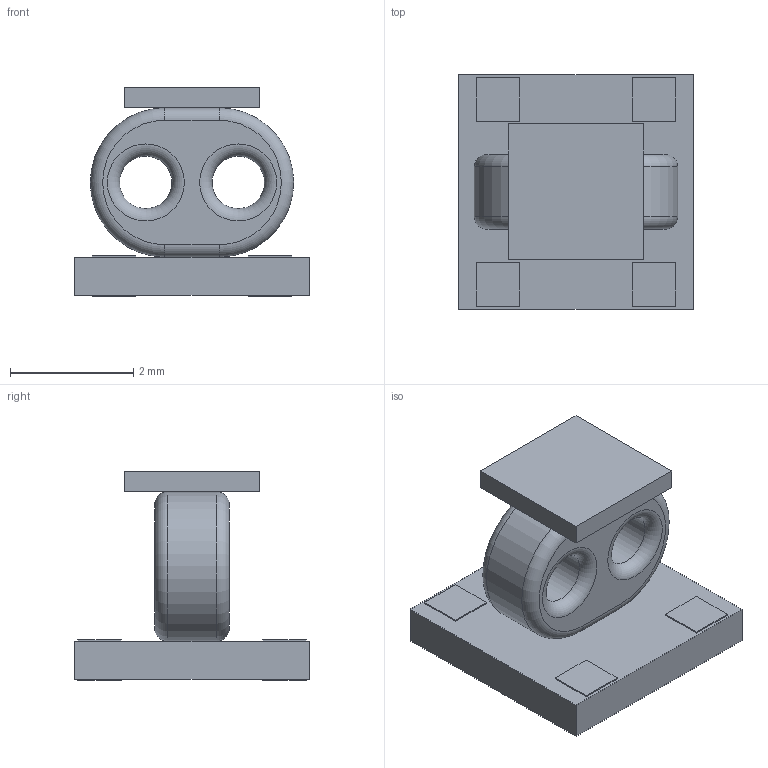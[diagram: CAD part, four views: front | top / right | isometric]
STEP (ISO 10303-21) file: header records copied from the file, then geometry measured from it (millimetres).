
FILE_DESCRIPTION(/* description */ (''),/* implementation_level */ '2;1');
FILE_NAME(/* name */ '5f92d1b94ea644163bcd9f47',/* time_stamp */ '2020-10-23T12:51:06+00:00',/* author */ (''),/* organization */ (''),/* preprocessor_version */ 'ST-DEVELOPER v16.7',/* originating_system */ $,/* authorisation */ $);
FILE_SCHEMA (('AUTOMOTIVE_DESIGN {1 0 10303 214 3 1 1}'));
Length unit declared in the file: metre
Products named in the file (11): Part 10; Part 11; Part 9; Part 8; Part 7; Part 6; Part 5; Part 4; Part 3; Part 2; Part 1
Bounding box: 3.81 x 3.81 x 3.39 mm (x, y, z)
Volume: 17.2 mm3; surface area: 86.1 mm2
Topology: 11 solids, 11 shells, 80 faces, 162 edges, 104 vertices
Faces by surface type: plane 64, cylinder 8, torus 8
Full cylindrical faces by diameter (mm): 0.85 x2
Entity records: 2315 total; most frequent: DIRECTION 362, CARTESIAN_POINT 351, ORIENTED_EDGE 312, EDGE_CURVE 156, LINE 132, VECTOR 132, AXIS2_PLACEMENT_3D 115, VERTEX_POINT 104
